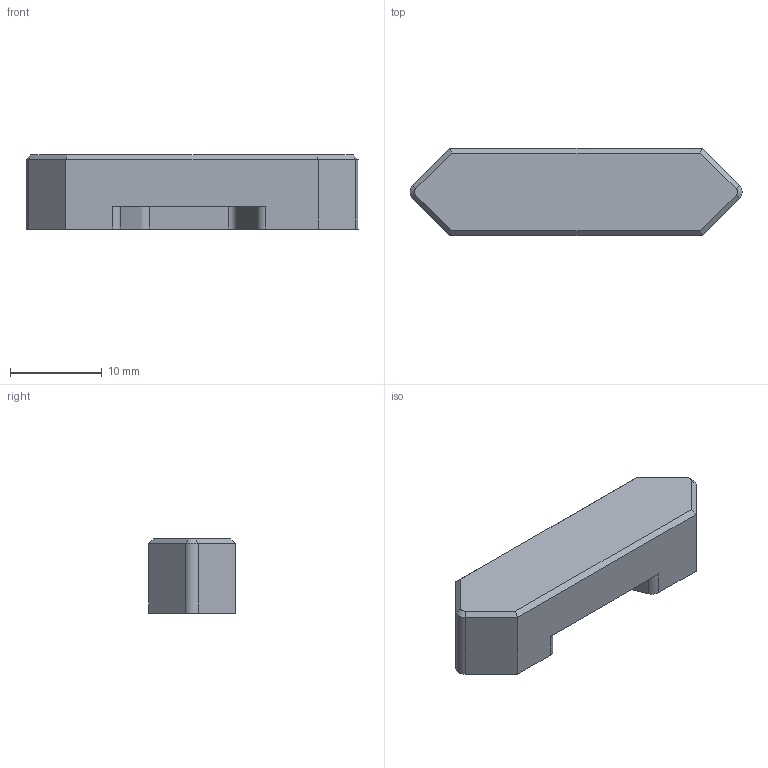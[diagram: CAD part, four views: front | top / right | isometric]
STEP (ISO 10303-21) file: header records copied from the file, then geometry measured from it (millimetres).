
FILE_DESCRIPTION(/* description */ (''),/* implementation_level */ '2;1');
FILE_NAME(/* name */ 'Element 60 Multi Mount Keyboard Bracket v20.step',/* time_stamp */ '2020-10-01T16:53:08-03:00',/* author */ (''),/* organization */ (''),/* preprocessor_version */ 'ST-DEVELOPER v18.1',/* originating_system */ 'Autodesk Translation Framework v9.3.0.1241',/* authorisation */ '');
FILE_SCHEMA (('AUTOMOTIVE_DESIGN { 1 0 10303 214 3 1 1 }'));
Length unit declared in the file: millimetre
Products named in the file (1): Element 60 Multi Mount Keyboard
Bounding box: 36.26 x 9.5 x 8.1 mm (x, y, z)
Volume: 2198.4 mm3; surface area: 1379.9 mm2
Topology: 1 solids, 1 shells, 32 faces, 79 edges, 49 vertices
Faces by surface type: plane 18, cylinder 9, cone 5
Full cylindrical faces by diameter (mm): 1.623 x1, 2.529 x2
Entity records: 967 total; most frequent: DIRECTION 162, CARTESIAN_POINT 158, ORIENTED_EDGE 152, EDGE_CURVE 76, LINE 56, VECTOR 56, AXIS2_PLACEMENT_3D 53, VERTEX_POINT 49
